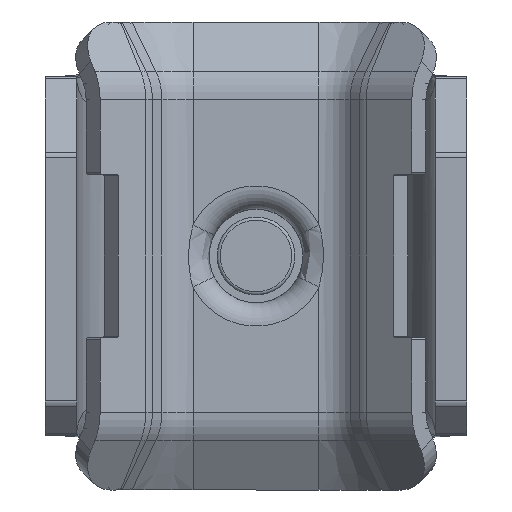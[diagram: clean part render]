
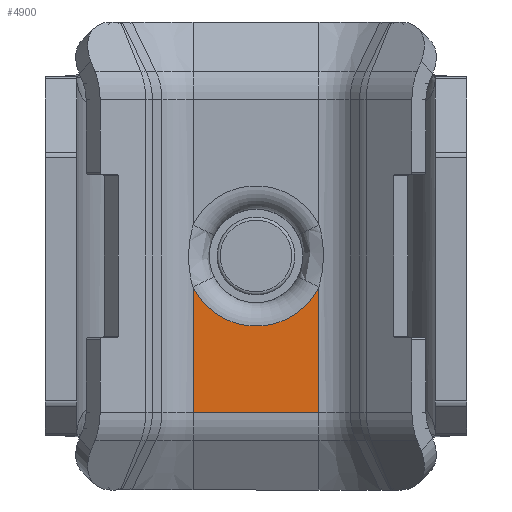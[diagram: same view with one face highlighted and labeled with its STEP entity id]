
A CAD part, front view. The second image highlights one B-rep face of the part: STEP entity #4900.
In plain terms, the highlighted face is planar.
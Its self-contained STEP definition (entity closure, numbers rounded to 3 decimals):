
#233=PLANE('',#5347);
#439=FACE_OUTER_BOUND('',#744,.T.);
#744=EDGE_LOOP('',(#3840,#3841,#3842,#3843));
#1140=LINE('',#9804,#1579);
#1142=LINE('',#9818,#1581);
#1143=LINE('',#9820,#1582);
#1579=VECTOR('',#6281,10.);
#1581=VECTOR('',#6289,10.);
#1582=VECTOR('',#6292,10.);
#1895=CIRCLE('',#5348,4.5);
#2256=VERTEX_POINT('',#9802);
#2257=VERTEX_POINT('',#9803);
#2260=VERTEX_POINT('',#9816);
#2261=VERTEX_POINT('',#9817);
#2817=EDGE_CURVE('',#2256,#2257,#1140,.T.);
#2822=EDGE_CURVE('',#2260,#2261,#1142,.T.);
#2823=EDGE_CURVE('',#2257,#2261,#1895,.T.);
#2824=EDGE_CURVE('',#2260,#2256,#1143,.T.);
#3840=ORIENTED_EDGE('',*,*,#2822,.T.);
#3841=ORIENTED_EDGE('',*,*,#2823,.F.);
#3842=ORIENTED_EDGE('',*,*,#2817,.F.);
#3843=ORIENTED_EDGE('',*,*,#2824,.F.);
#4900=ADVANCED_FACE('',(#439),#233,.T.);
#5347=AXIS2_PLACEMENT_3D('',#9815,#6287,#6288);
#5348=AXIS2_PLACEMENT_3D('',#9819,#6290,#6291);
#6281=DIRECTION('',(-1.,0.,0.));
#6287=DIRECTION('center_axis',(0.,-0.766,
0.643));
#6288=DIRECTION('ref_axis',(-1.,0.,0.));
#6289=DIRECTION('',(-1.,0.,0.));
#6290=DIRECTION('center_axis',(0.,-0.766,
0.643));
#6291=DIRECTION('ref_axis',(-1.,0.,0.));
#6292=DIRECTION('',(0.,-0.643,-0.766));
#9802=CARTESIAN_POINT('',(-4.975,-6.937,-13.665));
#9803=CARTESIAN_POINT('',(-13.007,-6.937,-13.665));
#9804=CARTESIAN_POINT('',(-25.025,-6.937,-13.665));
#9815=CARTESIAN_POINT('Origin',(-4.975,-1.75,-7.483));
#9816=CARTESIAN_POINT('',(-4.975,-1.75,-7.483));
#9817=CARTESIAN_POINT('',(-13.007,-1.75,-7.483));
#9818=CARTESIAN_POINT('',(-25.025,-1.75,-7.483));
#9819=CARTESIAN_POINT('Origin',(-15.,-4.344,-10.574));
#9820=CARTESIAN_POINT('',(-4.975,-1.75,-7.483));
